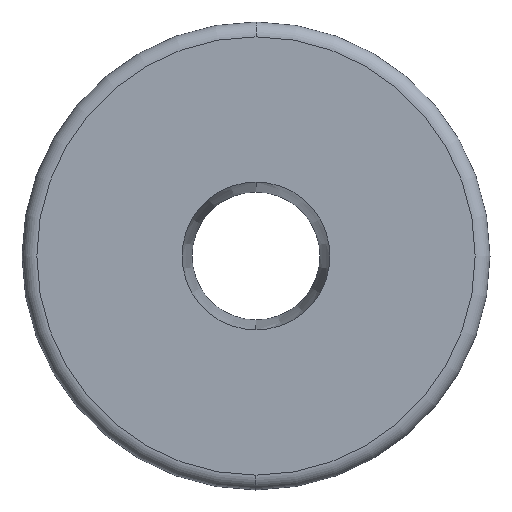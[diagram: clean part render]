
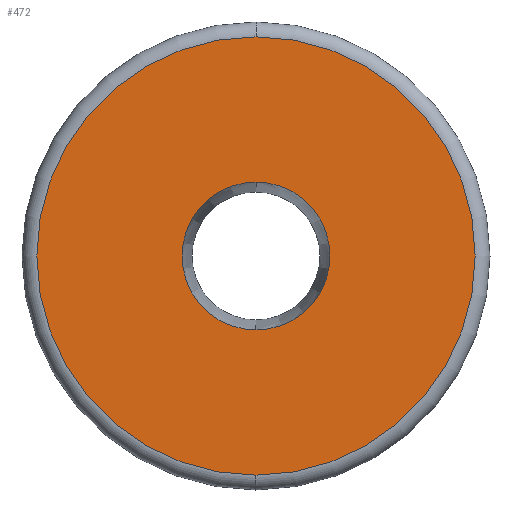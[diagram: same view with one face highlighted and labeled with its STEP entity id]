
A CAD part, left-side view. The second image highlights one B-rep face of the part: STEP entity #472.
In plain terms, the highlighted planar face has unit normal (-1, 0, 0).
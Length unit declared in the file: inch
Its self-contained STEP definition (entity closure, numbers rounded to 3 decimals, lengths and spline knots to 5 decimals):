
#4 = DIRECTION ( 'NONE',  ( -1., 0., 0. ) ) ;
#7 = CARTESIAN_POINT ( 'NONE',  ( 0., 0., 0.111 ) ) ;
#13 = ORIENTED_EDGE ( 'NONE', *, *, #180, .F. ) ;
#56 = PLANE ( 'NONE',  #389 ) ;
#80 = DIRECTION ( 'NONE',  ( -1., 0., 0. ) ) ;
#111 = DIRECTION ( 'NONE',  ( -1., 0., 0. ) ) ;
#114 = CIRCLE ( 'NONE', #196, 0.32897 ) ;
#117 = EDGE_CURVE ( 'NONE', #533, #512, #270, .T. ) ;
#150 = CARTESIAN_POINT ( 'NONE',  ( 0., 0.111, 0. ) ) ;
#177 = ORIENTED_EDGE ( 'NONE', *, *, #117, .T. ) ;
#179 = EDGE_LOOP ( 'NONE', ( #13, #500 ) ) ;
#180 = EDGE_CURVE ( 'NONE', #576, #416, #351, .T. ) ;
#192 = ORIENTED_EDGE ( 'NONE', *, *, #455, .T. ) ;
#194 = DIRECTION ( 'NONE',  ( 0., 0., -1. ) ) ;
#196 = AXIS2_PLACEMENT_3D ( 'NONE', #250, #4, #380 ) ;
#201 = DIRECTION ( 'NONE',  ( 0., 0., 1. ) ) ;
#216 = CIRCLE ( 'NONE', #528, 0.111 ) ;
#244 = AXIS2_PLACEMENT_3D ( 'NONE', #402, #80, #405 ) ;
#250 = CARTESIAN_POINT ( 'NONE',  ( 0., 0., 0. ) ) ;
#252 = CARTESIAN_POINT ( 'NONE',  ( 0., 0., 0. ) ) ;
#270 = CIRCLE ( 'NONE', #388, 0.32897 ) ;
#331 = DIRECTION ( 'NONE',  ( 1., 0., 0. ) ) ;
#351 = CIRCLE ( 'NONE', #244, 0.111 ) ;
#380 = DIRECTION ( 'NONE',  ( 0., 0., 1. ) ) ;
#388 = AXIS2_PLACEMENT_3D ( 'NONE', #495, #443, #503 ) ;
#389 = AXIS2_PLACEMENT_3D ( 'NONE', #150, #331, #194 ) ;
#402 = CARTESIAN_POINT ( 'NONE',  ( 0., 0., 0. ) ) ;
#405 = DIRECTION ( 'NONE',  ( 0., 0., 1. ) ) ;
#416 = VERTEX_POINT ( 'NONE', #431 ) ;
#418 = EDGE_CURVE ( 'NONE', #416, #576, #216, .T. ) ;
#420 = CARTESIAN_POINT ( 'NONE',  ( 0., 0., -0.32897 ) ) ;
#424 = EDGE_LOOP ( 'NONE', ( #192, #177 ) ) ;
#431 = CARTESIAN_POINT ( 'NONE',  ( 0., 0., -0.111 ) ) ;
#443 = DIRECTION ( 'NONE',  ( -1., 0., 0. ) ) ;
#455 = EDGE_CURVE ( 'NONE', #512, #533, #114, .T. ) ;
#467 = FACE_OUTER_BOUND ( 'NONE', #424, .T. ) ;
#472 = ADVANCED_FACE ( 'NONE', ( #525, #467 ), #56, .F. ) ;
#495 = CARTESIAN_POINT ( 'NONE',  ( 0., 0., 0. ) ) ;
#500 = ORIENTED_EDGE ( 'NONE', *, *, #418, .F. ) ;
#503 = DIRECTION ( 'NONE',  ( 0., 0., 1. ) ) ;
#512 = VERTEX_POINT ( 'NONE', #522 ) ;
#522 = CARTESIAN_POINT ( 'NONE',  ( 0., 0., 0.32897 ) ) ;
#525 = FACE_BOUND ( 'NONE', #179, .T. ) ;
#528 = AXIS2_PLACEMENT_3D ( 'NONE', #252, #111, #201 ) ;
#533 = VERTEX_POINT ( 'NONE', #420 ) ;
#576 = VERTEX_POINT ( 'NONE', #7 ) ;
